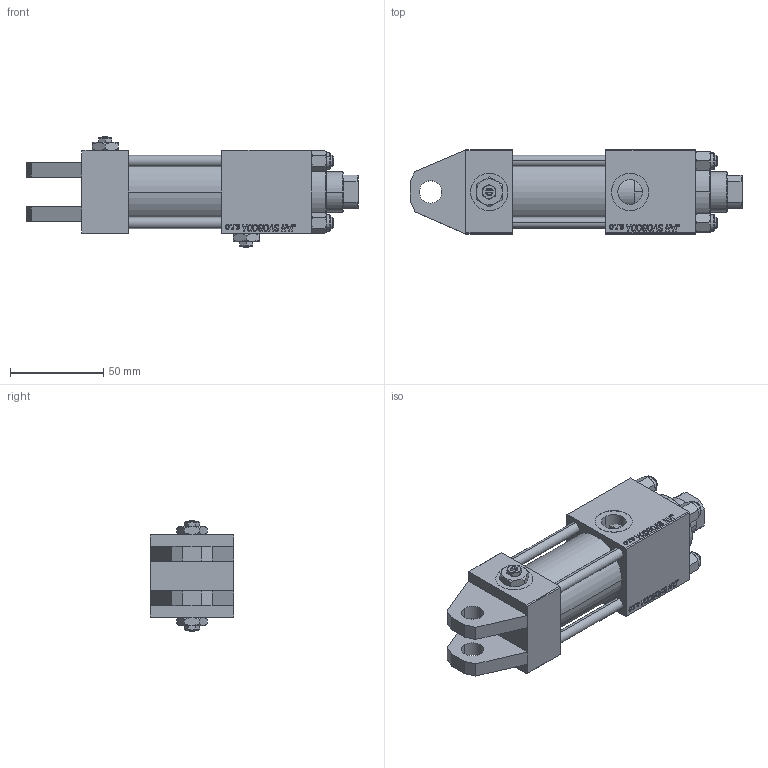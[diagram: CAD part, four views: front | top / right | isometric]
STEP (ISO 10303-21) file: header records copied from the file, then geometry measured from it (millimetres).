
FILE_DESCRIPTION (( 'STEP AP203' ), '1' );
FILE_NAME ('962b.STEP', '2022-04-14T08:42:10', ( '' ), ( '' ), 'SwSTEP 2.0', 'SolidWorks 2019', '' );
FILE_SCHEMA (( 'CONFIG_CONTROL_DESIGN' ));
Length unit declared in the file: millimetre
Products named in the file (7): V215CR_TYCINKA_H 508433c750e1991ed0d5f43f3fda85d5; V215CR_H_Body 508433c750e1991ed0d5f43f3fda85d5; NUT_M5_H 508433c750e1991ed0d5f43f3fda85d5; Zatka_pro_OIL_PORT 508433c750e1991ed0d5f43f3fda85d5; 962b; V215_VC_A 508433c750e1991ed0d5f43f3fda85d5; V215CR_VCP_H 508433c750e1991ed0d5f43f3fda85d5
Assembly tree (13 placements, depth 2):
  962b
    V215CR_H_Body 508433c750e1991ed0d5f43f3fda85d5
    V215CR_VCP_H 508433c750e1991ed0d5f43f3fda85d5
    V215CR_TYCINKA_H 508433c750e1991ed0d5f43f3fda85d5  x4
    NUT_M5_H 508433c750e1991ed0d5f43f3fda85d5  x4
    V215_VC_A 508433c750e1991ed0d5f43f3fda85d5
    Zatka_pro_OIL_PORT 508433c750e1991ed0d5f43f3fda85d5  x2
Bounding box: 178 x 45 x 59 mm (x, y, z)
Volume: 223188.7 mm3; surface area: 80410.6 mm2
Topology: 13 solids, 13 shells, 1236 faces, 3090 edges, 1989 vertices
Faces by surface type: plane 564, bspline 392, cone 174, cylinder 98, torus 8
Entity records: 51919 total; most frequent: CARTESIAN_POINT 27650, ORIENTED_EDGE 5472, DIRECTION 3498, EDGE_CURVE 2736, VERTEX_POINT 1787, LINE 1628, VECTOR 1628, EDGE_LOOP 1205
